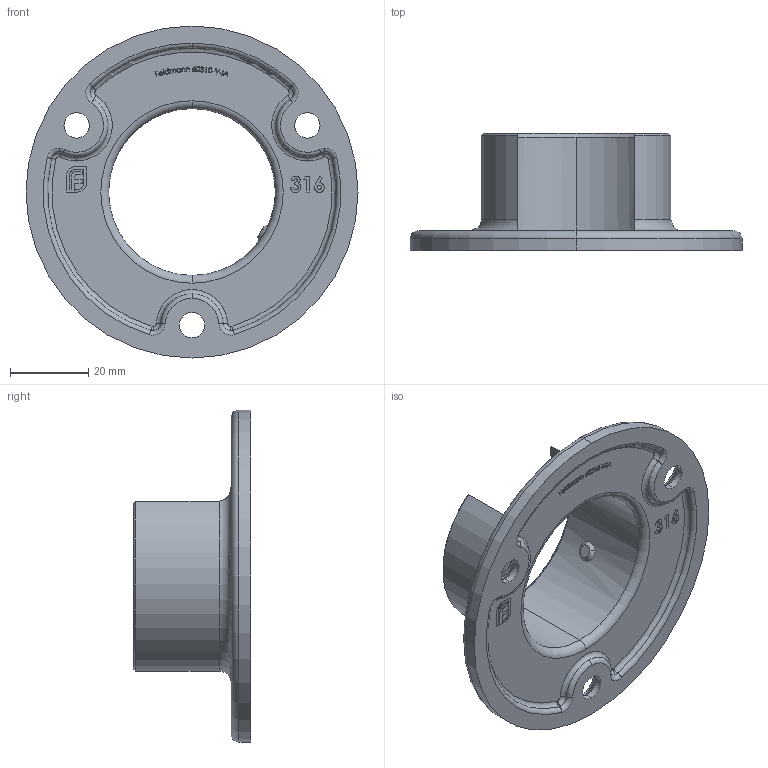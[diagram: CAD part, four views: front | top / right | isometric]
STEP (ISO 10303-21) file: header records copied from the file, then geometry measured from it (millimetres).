
FILE_DESCRIPTION (( 'STEP AP203' ), '1' );
FILE_NAME ('60310-V4A.step', '2020-12-03T12:43:14', ( '' ), ( '' ), 'SwSTEP 2.0', 'SolidWorks 2018', '' );
FILE_SCHEMA (( 'CONFIG_CONTROL_DESIGN' ));
Length unit declared in the file: millimetre
Products named in the file (6): DIN913; DIN913_DIN 913 M5x4; 60310-XXX Teil1; 60310-V4A; 60310-XXX Teil1_60310-V4A Teil1
Assembly tree (3 placements, depth 2):
  60310-XXX Teil1
  60310-V4A
    DIN913
  60310-V4A
    60310-XXX Teil1_60310-V4A Teil1
    DIN913_DIN 913 M5x4
Bounding box: 85 x 30 x 85 mm (x, y, z)
Volume: 22972.7 mm3; surface area: 15887.4 mm2
Topology: 2 solids, 2 shells, 389 faces, 1022 edges, 668 vertices
Faces by surface type: plane 183, bspline 130, torus 39, cylinder 22, cone 15
Entity records: 20185 total; most frequent: CARTESIAN_POINT 10792, ORIENTED_EDGE 2038, DIRECTION 1439, EDGE_CURVE 1019, VERTEX_POINT 666, LINE 595, VECTOR 595, EDGE_LOOP 431
